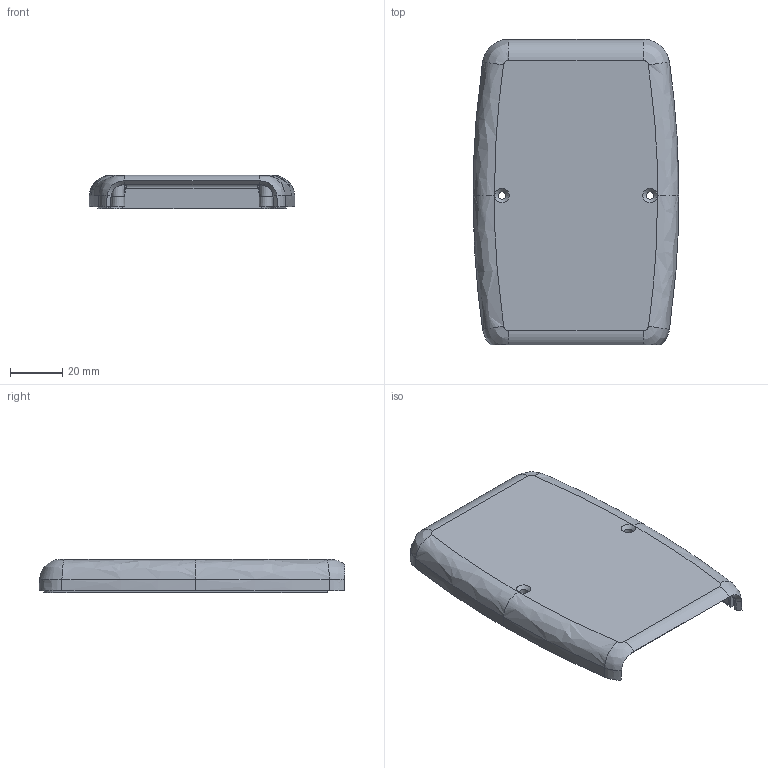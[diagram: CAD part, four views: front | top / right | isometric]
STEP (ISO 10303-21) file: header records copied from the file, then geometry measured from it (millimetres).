
FILE_DESCRIPTION((''),'2;1');
FILE_NAME('1553B Back Assembly.stp','2005-09-19T16:10:31',('rboehler'),(''),'Autodesk Inventor 10','Autodesk Inventor 10','');
FILE_SCHEMA(('AUTOMOTIVE_DESIGN { 1 0 10303 214 1 1 1 1 }'));
Length unit declared in the file: millimetre
Products named in the file (3): 1553B Back Assembly; 1553B Back; Overmold B back
Assembly tree (2 placements, depth 2):
  1553B Back Assembly
    1553B Back
    Overmold B back
Bounding box: 79 x 117.24 x 12.75 mm (x, y, z)
Volume: 34080.6 mm3; surface area: 30331.4 mm2
Topology: 3 solids, 3 shells, 153 faces, 386 edges, 239 vertices
Faces by surface type: bspline 90, plane 44, cone 12, cylinder 7
Entity records: 10051 total; most frequent: CARTESIAN_POINT 7116, ORIENTED_EDGE 706, EDGE_CURVE 353, DIRECTION 352, VERTEX_POINT 224, B_SPLINE_CURVE_WITH_KNOTS 198, EDGE_LOOP 175, FACE_OUTER_BOUND 153
